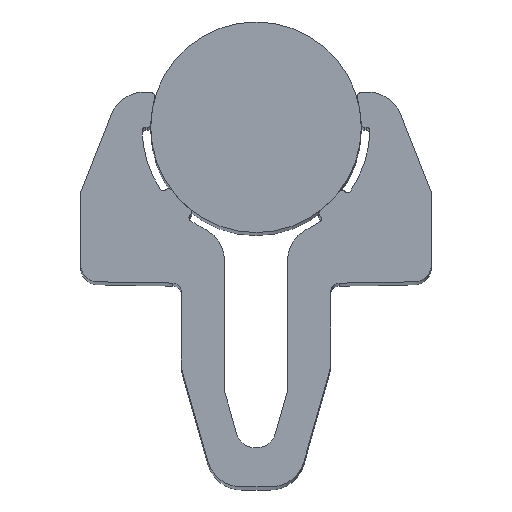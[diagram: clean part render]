
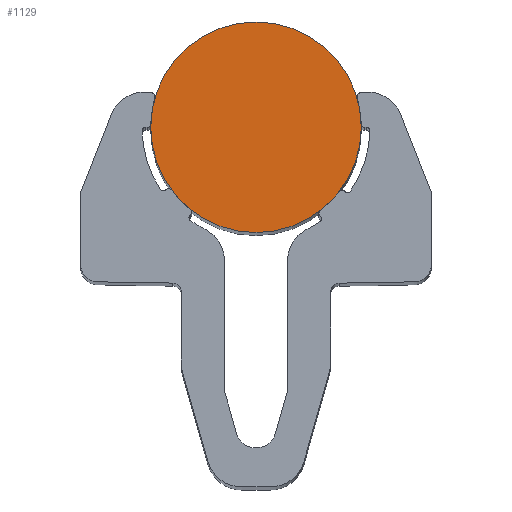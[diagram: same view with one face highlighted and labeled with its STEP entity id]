
A CAD part, top view. The second image highlights one B-rep face of the part: STEP entity #1129.
In plain terms, the highlighted planar face has unit normal (0, 0, 1).
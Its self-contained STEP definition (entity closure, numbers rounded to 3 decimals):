
#119=FACE_OUTER_BOUND('',#178,.T.);
#178=EDGE_LOOP('',(#1045));
#246=CIRCLE('',#1322,6.);
#550=VERTEX_POINT('',#2020);
#714=EDGE_CURVE('',#550,#550,#246,.T.);
#1045=ORIENTED_EDGE('',*,*,#714,.T.);
#1070=PLANE('',#1323);
#1129=ADVANCED_FACE('',(#119),#1070,.T.);
#1322=AXIS2_PLACEMENT_3D('',#2021,#1678,#1679);
#1323=AXIS2_PLACEMENT_3D('',#2023,#1681,#1682);
#1678=DIRECTION('center_axis',(0.,0.,1.));
#1679=DIRECTION('ref_axis',(1.,0.,0.));
#1681=DIRECTION('center_axis',(0.,0.,1.));
#1682=DIRECTION('ref_axis',(1.,0.,0.));
#2020=CARTESIAN_POINT('',(-6.,0.,50.));
#2021=CARTESIAN_POINT('Origin',(0.,0.,50.));
#2023=CARTESIAN_POINT('Origin',(0.,0.,
50.));
